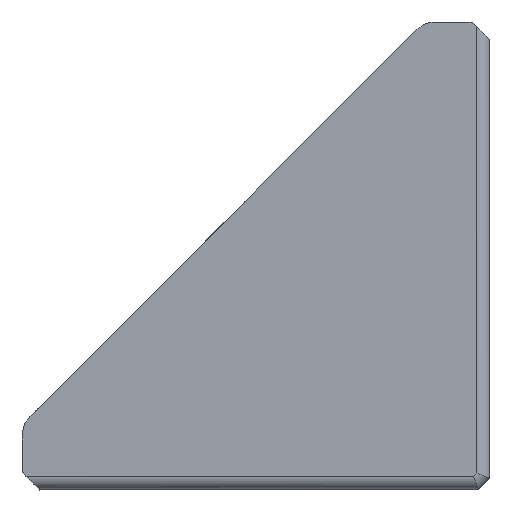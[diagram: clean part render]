
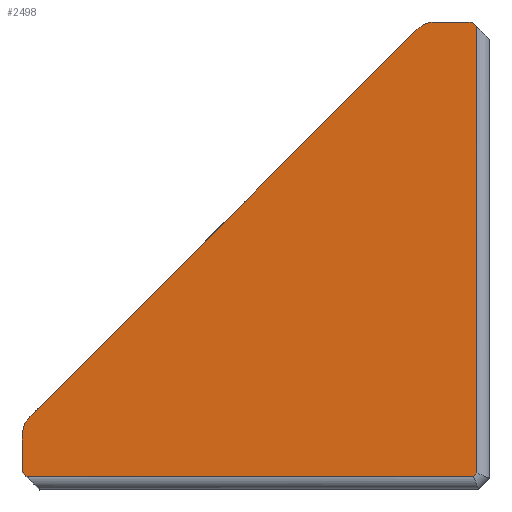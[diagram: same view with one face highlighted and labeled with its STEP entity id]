
A CAD part, top view. The second image highlights one B-rep face of the part: STEP entity #2498.
In plain terms, the highlighted planar face has unit normal (0.012, -0.012, 1).
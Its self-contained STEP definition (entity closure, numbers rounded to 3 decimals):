
#23 = LINE ( 'NONE', #556, #2870 ) ;
#100 =( BOUNDED_CURVE ( )  B_SPLINE_CURVE ( 3, ( #2447, #998, #318, #2899 ),
 .UNSPECIFIED., .F., .F. ) 
 B_SPLINE_CURVE_WITH_KNOTS ( ( 4, 4 ),
 ( 3.142, 3.927 ),
 .UNSPECIFIED. ) 
 CURVE ( )  GEOMETRIC_REPRESENTATION_ITEM ( )  RATIONAL_B_SPLINE_CURVE ( ( 1., 0.949, 0.949, 1. ) ) 
 REPRESENTATION_ITEM ( '' )  );
#131 = CARTESIAN_POINT ( 'NONE',  ( -2.799, 17.707, 9. ) ) ;
#216 = VECTOR ( 'NONE', #2884, 1000. ) ;
#318 = CARTESIAN_POINT ( 'NONE',  ( -18., 2.361, 8.998 ) ) ;
#371 = DIRECTION ( 'NONE',  ( 1., 0., -0.012 ) ) ;
#388 = ORIENTED_EDGE ( 'NONE', *, *, #4371, .T. ) ;
#430 = VERTEX_POINT ( 'NONE', #3943 ) ;
#541 = DIRECTION ( 'NONE',  ( 0.012, -0.012, 1. ) ) ;
#556 = CARTESIAN_POINT ( 'NONE',  ( -18., 2.092, 8.995 ) ) ;
#585 = CARTESIAN_POINT ( 'NONE',  ( -0.347, 0.772, 8.761 ) ) ;
#615 = CARTESIAN_POINT ( 'NONE',  ( -18., 0.676, 8.977 ) ) ;
#673 = CARTESIAN_POINT ( 'NONE',  ( -0.494, 17.324, 8.967 ) ) ;
#742 = ORIENTED_EDGE ( 'NONE', *, *, #2720, .T. ) ;
#758 = CARTESIAN_POINT ( 'NONE',  ( -18., 0.676, 8.977 ) ) ;
#793 = VECTOR ( 'NONE', #1710, 1000. ) ;
#824 =( BOUNDED_CURVE ( )  B_SPLINE_CURVE ( 3, ( #1613, #4591, #2350, #131 ),
 .UNSPECIFIED., .F., .F. ) 
 B_SPLINE_CURVE_WITH_KNOTS ( ( 4, 4 ),
 ( 2.356, 3.142 ),
 .UNSPECIFIED. ) 
 CURVE ( )  GEOMETRIC_REPRESENTATION_ITEM ( )  RATIONAL_B_SPLINE_CURVE ( ( 1., 0.949, 0.949, 1. ) ) 
 REPRESENTATION_ITEM ( '' )  );
#860 = VECTOR ( 'NONE', #1125, 1000. ) ;
#902 = ORIENTED_EDGE ( 'NONE', *, *, #2126, .T. ) ;
#907 = VERTEX_POINT ( 'NONE', #2175 ) ;
#928 = LINE ( 'NONE', #585, #2757 ) ;
#960 = VERTEX_POINT ( 'NONE', #4465 ) ;
#978 = VERTEX_POINT ( 'NONE', #2220 ) ;
#995 = AXIS2_PLACEMENT_3D ( 'NONE', #2369, #541, #3113 ) ;
#998 = CARTESIAN_POINT ( 'NONE',  ( -17.897, 2.609, 9. ) ) ;
#1007 = VERTEX_POINT ( 'NONE', #1883 ) ;
#1029 = CARTESIAN_POINT ( 'NONE',  ( -17.818, 0.494, 8.973 ) ) ;
#1122 = CARTESIAN_POINT ( 'NONE',  ( -0.424, 0.494, 8.758 ) ) ;
#1125 = DIRECTION ( 'NONE',  ( 0.707, -0.707, -0.017 ) ) ;
#1217 = VECTOR ( 'NONE', #371, 1000. ) ;
#1222 = VERTEX_POINT ( 'NONE', #2162 ) ;
#1308 = VERTEX_POINT ( 'NONE', #2375 ) ;
#1340 = ORIENTED_EDGE ( 'NONE', *, *, #3026, .T. ) ;
#1345 = VECTOR ( 'NONE', #1701, 1000. ) ;
#1484 = EDGE_CURVE ( 'NONE', #960, #430, #2313, .T. ) ;
#1486 = VERTEX_POINT ( 'NONE', #615 ) ;
#1517 = VERTEX_POINT ( 'NONE', #1029 ) ;
#1574 = CARTESIAN_POINT ( 'NONE',  ( -0.494, 17.818, 8.973 ) ) ;
#1613 = CARTESIAN_POINT ( 'NONE',  ( -2.092, 18., 8.995 ) ) ;
#1701 = DIRECTION ( 'NONE',  ( -0.707, -0.707, 0. ) ) ;
#1710 = DIRECTION ( 'NONE',  ( -1., 0., 0.012 ) ) ;
#1766 = EDGE_LOOP ( 'NONE', ( #3913, #3175, #2907, #4605, #388, #2730, #902, #4490, #742, #1340 ) ) ;
#1883 = CARTESIAN_POINT ( 'NONE',  ( -0.676, 18., 8.977 ) ) ;
#1944 = VECTOR ( 'NONE', #2561, 1000. ) ;
#2126 = EDGE_CURVE ( 'NONE', #907, #960, #824, .T. ) ;
#2162 = CARTESIAN_POINT ( 'NONE',  ( -0.494, 0.625, 8.761 ) ) ;
#2175 = CARTESIAN_POINT ( 'NONE',  ( -2.092, 18., 8.995 ) ) ;
#2186 = CARTESIAN_POINT ( 'NONE',  ( -0.676, 18., 8.977 ) ) ;
#2220 = CARTESIAN_POINT ( 'NONE',  ( -0.625, 0.494, 8.761 ) ) ;
#2313 = LINE ( 'NONE', #4676, #1345 ) ;
#2350 = CARTESIAN_POINT ( 'NONE',  ( -2.609, 17.897, 9. ) ) ;
#2369 = CARTESIAN_POINT ( 'NONE',  ( -2.799, 17.707, 9. ) ) ;
#2372 = VERTEX_POINT ( 'NONE', #1574 ) ;
#2375 = CARTESIAN_POINT ( 'NONE',  ( -18., 2.092, 8.995 ) ) ;
#2447 = CARTESIAN_POINT ( 'NONE',  ( -17.707, 2.799, 9. ) ) ;
#2498 = ADVANCED_FACE ( 'NONE', ( #3351 ), #4599, .T. ) ;
#2561 = DIRECTION ( 'NONE',  ( -0.707, 0.707, 0.017 ) ) ;
#2720 = EDGE_CURVE ( 'NONE', #430, #1308, #100, .T. ) ;
#2730 = ORIENTED_EDGE ( 'NONE', *, *, #4205, .T. ) ;
#2752 = LINE ( 'NONE', #4303, #793 ) ;
#2757 = VECTOR ( 'NONE', #3123, 1000. ) ;
#2773 = EDGE_CURVE ( 'NONE', #1517, #978, #4396, .T. ) ;
#2870 = VECTOR ( 'NONE', #4641, 1000. ) ;
#2884 = DIRECTION ( 'NONE',  ( 0., 1., 0.012 ) ) ;
#2899 = CARTESIAN_POINT ( 'NONE',  ( -18., 2.092, 8.995 ) ) ;
#2907 = ORIENTED_EDGE ( 'NONE', *, *, #3051, .T. ) ;
#3026 = EDGE_CURVE ( 'NONE', #1308, #1486, #23, .T. ) ;
#3051 = EDGE_CURVE ( 'NONE', #978, #1222, #928, .T. ) ;
#3113 = DIRECTION ( 'NONE',  ( 1., 0., -0.012 ) ) ;
#3123 = DIRECTION ( 'NONE',  ( 0.707, 0.707, 0. ) ) ;
#3175 = ORIENTED_EDGE ( 'NONE', *, *, #2773, .T. ) ;
#3181 = EDGE_CURVE ( 'NONE', #1222, #2372, #3284, .T. ) ;
#3284 = LINE ( 'NONE', #673, #216 ) ;
#3351 = FACE_OUTER_BOUND ( 'NONE', #1766, .T. ) ;
#3680 = LINE ( 'NONE', #758, #860 ) ;
#3778 = EDGE_CURVE ( 'NONE', #1486, #1517, #3680, .T. ) ;
#3913 = ORIENTED_EDGE ( 'NONE', *, *, #3778, .T. ) ;
#3920 = LINE ( 'NONE', #2186, #1944 ) ;
#3943 = CARTESIAN_POINT ( 'NONE',  ( -17.707, 2.799, 9. ) ) ;
#4205 = EDGE_CURVE ( 'NONE', #1007, #907, #2752, .T. ) ;
#4303 = CARTESIAN_POINT ( 'NONE',  ( -0.676, 18., 8.977 ) ) ;
#4371 = EDGE_CURVE ( 'NONE', #2372, #1007, #3920, .T. ) ;
#4396 = LINE ( 'NONE', #1122, #1217 ) ;
#4465 = CARTESIAN_POINT ( 'NONE',  ( -2.799, 17.707, 9. ) ) ;
#4490 = ORIENTED_EDGE ( 'NONE', *, *, #1484, .T. ) ;
#4591 = CARTESIAN_POINT ( 'NONE',  ( -2.361, 18., 8.998 ) ) ;
#4599 = PLANE ( 'NONE',  #995 ) ;
#4605 = ORIENTED_EDGE ( 'NONE', *, *, #3181, .T. ) ;
#4641 = DIRECTION ( 'NONE',  ( 0., -1., -0.012 ) ) ;
#4676 = CARTESIAN_POINT ( 'NONE',  ( -2.799, 17.707, 9. ) ) ;
